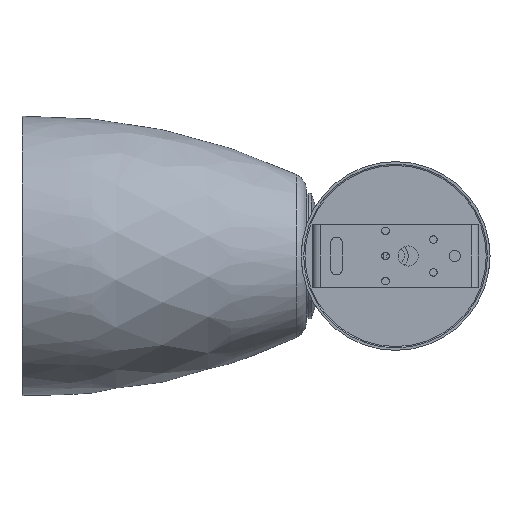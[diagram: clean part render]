
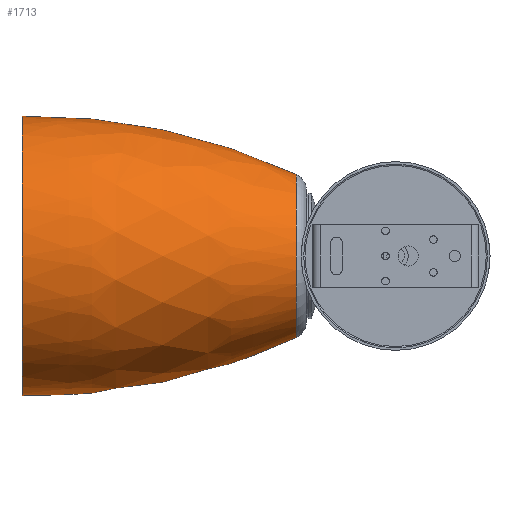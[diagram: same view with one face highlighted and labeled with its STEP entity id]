
A CAD part, left-side view. The second image highlights one B-rep face of the part: STEP entity #1713.
In plain terms, the highlighted free-form (B-spline) face has degree [2, 2] with [3, 9] control points.
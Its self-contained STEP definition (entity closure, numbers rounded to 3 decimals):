
#47=(
BOUNDED_SURFACE()
B_SPLINE_SURFACE(2,2,((#3178,#3179,#3180,#3181,#3182,#3183,#3184,#3185,
#3186),(#3187,#3188,#3189,#3190,#3191,#3192,#3193,#3194,#3195),(#3196,#3197,
#3198,#3199,#3200,#3201,#3202,#3203,#3204)),.UNSPECIFIED.,.F.,.T.,.F.)
B_SPLINE_SURFACE_WITH_KNOTS((3,3),(3,2,2,2,3),(-0.017,0.436),
(-3.142,-1.571,0.,1.571,3.142),
 .UNSPECIFIED.)
GEOMETRIC_REPRESENTATION_ITEM()
RATIONAL_B_SPLINE_SURFACE(((1.,0.707,1.,0.707,1.,
0.707,1.,0.707,1.),(0.974,0.689,
0.974,0.689,0.974,0.689,0.974,
0.689,0.974),(1.,0.707,1.,0.707,
1.,0.707,1.,0.707,1.)))
REPRESENTATION_ITEM('')
SURFACE()
);
#260=FACE_OUTER_BOUND('',#395,.T.);
#395=EDGE_LOOP('',(#1453,#1454,#1455,#1456,#1457,#1458));
#702=CIRCLE('',#2090,32.344);
#703=CIRCLE('',#2091,32.344);
#704=CIRCLE('',#2092,247.638);
#705=CIRCLE('',#2093,55.5);
#706=CIRCLE('',#2094,55.5);
#860=VERTEX_POINT('',#3205);
#861=VERTEX_POINT('',#3206);
#862=VERTEX_POINT('',#3209);
#863=VERTEX_POINT('',#3211);
#1067=EDGE_CURVE('',#860,#861,#702,.T.);
#1068=EDGE_CURVE('',#861,#860,#703,.T.);
#1069=EDGE_CURVE('',#861,#862,#704,.T.);
#1070=EDGE_CURVE('',#862,#863,#705,.T.);
#1071=EDGE_CURVE('',#863,#862,#706,.T.);
#1453=ORIENTED_EDGE('',*,*,#1067,.F.);
#1454=ORIENTED_EDGE('',*,*,#1068,.F.);
#1455=ORIENTED_EDGE('',*,*,#1069,.T.);
#1456=ORIENTED_EDGE('',*,*,#1070,.T.);
#1457=ORIENTED_EDGE('',*,*,#1071,.T.);
#1458=ORIENTED_EDGE('',*,*,#1069,.F.);
#1713=ADVANCED_FACE('',(#260),#47,.F.);
#2090=AXIS2_PLACEMENT_3D('',#3207,#2563,#2564);
#2091=AXIS2_PLACEMENT_3D('',#3208,#2565,#2566);
#2092=AXIS2_PLACEMENT_3D('',#3210,#2567,#2568);
#2093=AXIS2_PLACEMENT_3D('',#3212,#2569,#2570);
#2094=AXIS2_PLACEMENT_3D('',#3213,#2571,#2572);
#2563=DIRECTION('center_axis',(0.,-1.,0.));
#2564=DIRECTION('ref_axis',(1.,0.,0.));
#2565=DIRECTION('center_axis',(0.,-1.,0.));
#2566=DIRECTION('ref_axis',(1.,0.,0.));
#2567=DIRECTION('center_axis',(-1.,0.,0.));
#2568=DIRECTION('ref_axis',(0.,0.,1.));
#2569=DIRECTION('center_axis',(0.,-1.,0.));
#2570=DIRECTION('ref_axis',(1.,0.,0.));
#2571=DIRECTION('center_axis',(0.,-1.,0.));
#2572=DIRECTION('ref_axis',(1.,0.,0.));
#3178=CARTESIAN_POINT('Ctrl Pts',(-0.06,20.108,55.5));
#3179=CARTESIAN_POINT('Ctrl Pts',(-55.56,20.108,55.5));
#3180=CARTESIAN_POINT('Ctrl Pts',(-55.56,20.108,0.));
#3181=CARTESIAN_POINT('Ctrl Pts',(-55.56,20.108,-55.5));
#3182=CARTESIAN_POINT('Ctrl Pts',(-0.06,20.108,-55.5));
#3183=CARTESIAN_POINT('Ctrl Pts',(55.44,20.108,-55.5));
#3184=CARTESIAN_POINT('Ctrl Pts',(55.44,20.108,0.));
#3185=CARTESIAN_POINT('Ctrl Pts',(55.44,20.108,55.5));
#3186=CARTESIAN_POINT('Ctrl Pts',(-0.06,20.108,55.5));
#3187=CARTESIAN_POINT('Ctrl Pts',(-0.06,-37.043,
56.497));
#3188=CARTESIAN_POINT('Ctrl Pts',(-56.557,-37.043,56.497));
#3189=CARTESIAN_POINT('Ctrl Pts',(-56.557,-37.043,0.));
#3190=CARTESIAN_POINT('Ctrl Pts',(-56.557,-37.043,-56.497));
#3191=CARTESIAN_POINT('Ctrl Pts',(-0.06,-37.043,
-56.497));
#3192=CARTESIAN_POINT('Ctrl Pts',(56.437,-37.043,-56.497));
#3193=CARTESIAN_POINT('Ctrl Pts',(56.437,-37.043,0.));
#3194=CARTESIAN_POINT('Ctrl Pts',(56.437,-37.043,56.497));
#3195=CARTESIAN_POINT('Ctrl Pts',(-0.06,-37.043,
56.497));
#3196=CARTESIAN_POINT('Ctrl Pts',(-0.06,-88.85,
32.344));
#3197=CARTESIAN_POINT('Ctrl Pts',(-32.404,-88.85,32.344));
#3198=CARTESIAN_POINT('Ctrl Pts',(-32.404,-88.85,0.));
#3199=CARTESIAN_POINT('Ctrl Pts',(-32.404,-88.85,-32.344));
#3200=CARTESIAN_POINT('Ctrl Pts',(-0.06,-88.85,
-32.344));
#3201=CARTESIAN_POINT('Ctrl Pts',(32.284,-88.85,-32.344));
#3202=CARTESIAN_POINT('Ctrl Pts',(32.284,-88.85,0.));
#3203=CARTESIAN_POINT('Ctrl Pts',(32.284,-88.85,32.344));
#3204=CARTESIAN_POINT('Ctrl Pts',(-0.06,-88.85,
32.344));
#3205=CARTESIAN_POINT('',(32.284,-88.85,0.));
#3206=CARTESIAN_POINT('',(-0.06,-88.85,32.344));
#3207=CARTESIAN_POINT('Origin',(-0.06,-88.85,0.));
#3208=CARTESIAN_POINT('Origin',(-0.06,-88.85,0.));
#3209=CARTESIAN_POINT('',(-0.06,20.108,55.5));
#3210=CARTESIAN_POINT('Origin',(-0.06,15.789,-192.1));
#3211=CARTESIAN_POINT('',(55.44,20.108,0.));
#3212=CARTESIAN_POINT('Origin',(-0.06,20.108,0.));
#3213=CARTESIAN_POINT('Origin',(-0.06,20.108,0.));
